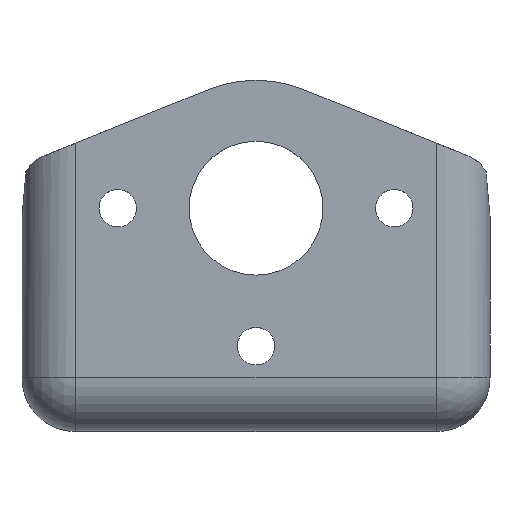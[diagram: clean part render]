
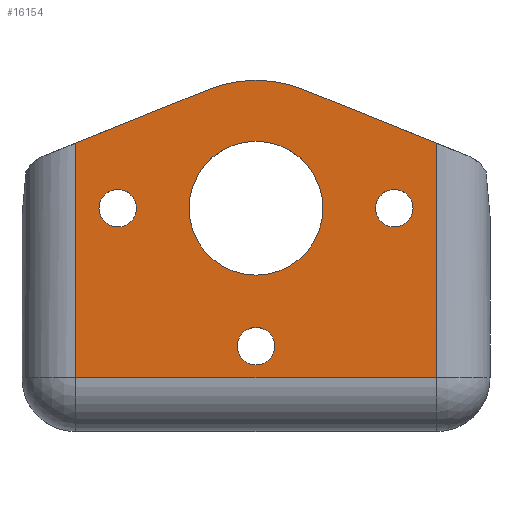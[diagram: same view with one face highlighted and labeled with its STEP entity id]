
A CAD part, top view. The second image highlights one B-rep face of the part: STEP entity #16154.
In plain terms, the highlighted face is planar.
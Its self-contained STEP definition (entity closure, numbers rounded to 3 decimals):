
#4294 = DIRECTION ( 'NONE',  ( 1., 0., 0. ) ) ;
#4295 = DIRECTION ( 'NONE',  ( 0., 0., 1. ) ) ;
#4296 = AXIS2_PLACEMENT_3D ( 'NONE', #4323, #4295, #4294 ) ;
#4297 = CIRCLE ( 'NONE', #4296, 2.8 ) ;
#4298 = DIRECTION ( 'NONE',  ( 1., 0., 0. ) ) ;
#4299 = DIRECTION ( 'NONE',  ( 0., 0., 1. ) ) ;
#4320 = CARTESIAN_POINT ( 'NONE',  ( 346.057, 367.14, 25.442 ) ) ;
#4321 = AXIS2_PLACEMENT_3D ( 'NONE', #4320, #4299, #4298 ) ;
#4322 = CIRCLE ( 'NONE', #4321, 2.8 ) ;
#4323 = CARTESIAN_POINT ( 'NONE',  ( 325.457, 387.79, 25.442 ) ) ;
#4324 = DIRECTION ( 'NONE',  ( 0., -1., 0. ) ) ;
#4325 = VECTOR ( 'NONE', #4324, 1000. ) ;
#4326 = CARTESIAN_POINT ( 'NONE',  ( 350.757, 397.09, 25.442 ) ) ;
#4327 = LINE ( 'NONE', #4326, #4325 ) ;
#4328 = DIRECTION ( 'NONE',  ( 1., 0., 0. ) ) ;
#4329 = DIRECTION ( 'NONE',  ( 0., 0., 1. ) ) ;
#4330 = AXIS2_PLACEMENT_3D ( 'NONE', #4391, #4329, #4328 ) ;
#4331 = CIRCLE ( 'NONE', #4330, 2.8 ) ;
#4387 = DIRECTION ( 'NONE',  ( -1., 0., 0. ) ) ;
#4388 = DIRECTION ( 'NONE',  ( 0., 0., -1. ) ) ;
#4389 = AXIS2_PLACEMENT_3D ( 'NONE', #4395, #4388, #4387 ) ;
#4390 = CIRCLE ( 'NONE', #4389, 10. ) ;
#4391 = CARTESIAN_POINT ( 'NONE',  ( 325.457, 346.49, 25.442 ) ) ;
#4392 = DIRECTION ( 'NONE',  ( 1., 0., 0. ) ) ;
#4393 = DIRECTION ( 'NONE',  ( 0., 0., 1. ) ) ;
#4394 = AXIS2_PLACEMENT_3D ( 'NONE', #4396, #4393, #4392 ) ;
#4395 = CARTESIAN_POINT ( 'NONE',  ( 325.457, 367.14, 25.442 ) ) ;
#4396 = CARTESIAN_POINT ( 'NONE',  ( 322.35, 397.09, 25.442 ) ) ;
#4397 = PLANE ( 'NONE',  #4394 ) ;
#4398 = FACE_BOUND ( 'NONE', #16167, .T. ) ;
#4399 = FACE_BOUND ( 'NONE', #16434, .T. ) ;
#4400 = FACE_OUTER_BOUND ( 'NONE', #16163, .T. ) ;
#4401 = FACE_BOUND ( 'NONE', #16159, .T. ) ;
#4402 = FACE_BOUND ( 'NONE', #16155, .T. ) ;
#4845 = CARTESIAN_POINT ( 'NONE',  ( 315.746, 394.09, 25.442 ) ) ;
#4846 = DIRECTION ( 'NONE',  ( -0.375, -0.927, 0. ) ) ;
#4847 = VECTOR ( 'NONE', #4846, 1000. ) ;
#4848 = CARTESIAN_POINT ( 'NONE',  ( 307.748, 374.295, 25.442 ) ) ;
#4849 = LINE ( 'NONE', #4848, #4847 ) ;
#4850 = CARTESIAN_POINT ( 'NONE',  ( 307.748, 374.295, 25.442 ) ) ;
#4851 = DIRECTION ( 'NONE',  ( 1., 0., 0. ) ) ;
#4852 = DIRECTION ( 'NONE',  ( 0., 0., 1. ) ) ;
#4853 = CARTESIAN_POINT ( 'NONE',  ( 325.457, 367.14, 25.442 ) ) ;
#4854 = AXIS2_PLACEMENT_3D ( 'NONE', #4853, #4852, #4851 ) ;
#4855 = CIRCLE ( 'NONE', #4854, 19.1 ) ;
#4856 = DIRECTION ( 'NONE',  ( 0.375, -0.927, 0. ) ) ;
#4857 = VECTOR ( 'NONE', #4856, 1000. ) ;
#4858 = CARTESIAN_POINT ( 'NONE',  ( 307.748, 359.985, 25.442 ) ) ;
#4859 = LINE ( 'NONE', #4858, #4857 ) ;
#4860 = CARTESIAN_POINT ( 'NONE',  ( 315.746, 340.19, 25.442 ) ) ;
#4861 = DIRECTION ( 'NONE',  ( -1., 0., 0. ) ) ;
#4862 = VECTOR ( 'NONE', #4861, 1000. ) ;
#4863 = CARTESIAN_POINT ( 'NONE',  ( 322.35, 340.19, 25.442 ) ) ;
#4864 = LINE ( 'NONE', #4863, #4862 ) ;
#4865 = CARTESIAN_POINT ( 'NONE',  ( 350.757, 340.19, 25.442 ) ) ;
#4866 = CARTESIAN_POINT ( 'NONE',  ( 350.757, 394.09, 25.442 ) ) ;
#5012 = DIRECTION ( 'NONE',  ( 1., 0., 0. ) ) ;
#5013 = VECTOR ( 'NONE', #5012, 1000. ) ;
#5014 = CARTESIAN_POINT ( 'NONE',  ( 322.35, 394.09, 25.442 ) ) ;
#5020 = LINE ( 'NONE', #5014, #5013 ) ;
#13240 = VERTEX_POINT ( 'NONE', #17805 ) ;
#13252 = EDGE_CURVE ( 'NONE', #13268, #13321, #17835, .T. ) ;
#13268 = VERTEX_POINT ( 'NONE', #17906 ) ;
#13275 = EDGE_CURVE ( 'NONE', #13280, #13276, #17994, .T. ) ;
#13276 = VERTEX_POINT ( 'NONE', #17940 ) ;
#13280 = VERTEX_POINT ( 'NONE', #17978 ) ;
#13281 = EDGE_CURVE ( 'NONE', #13405, #13240, #17933, .T. ) ;
#13321 = VERTEX_POINT ( 'NONE', #18267 ) ;
#13405 = VERTEX_POINT ( 'NONE', #18364 ) ;
#13420 = EDGE_CURVE ( 'NONE', #13421, #13425, #18306, .T. ) ;
#13421 = VERTEX_POINT ( 'NONE', #18470 ) ;
#13425 = VERTEX_POINT ( 'NONE', #18464 ) ;
#13582 = VERTEX_POINT ( 'NONE', #18796 ) ;
#13583 = EDGE_CURVE ( 'NONE', #13582, #13584, #18795, .T. ) ;
#13584 = VERTEX_POINT ( 'NONE', #18790 ) ;
#16150 = ORIENTED_EDGE ( 'NONE', *, *, #16166, .T. ) ;
#16154 = ADVANCED_FACE ( 'NONE', ( #4402, #4401, #4400, #4399, #4398 ), #4397, .F. ) ;
#16155 = EDGE_LOOP ( 'NONE', ( #16156, #16158 ) ) ;
#16156 = ORIENTED_EDGE ( 'NONE', *, *, #16157, .F. ) ;
#16157 = EDGE_CURVE ( 'NONE', #13584, #13582, #4390, .T. ) ;
#16158 = ORIENTED_EDGE ( 'NONE', *, *, #13583, .F. ) ;
#16159 = EDGE_LOOP ( 'NONE', ( #16160, #16161 ) ) ;
#16160 = ORIENTED_EDGE ( 'NONE', *, *, #13252, .T. ) ;
#16161 = ORIENTED_EDGE ( 'NONE', *, *, #16162, .T. ) ;
#16162 = EDGE_CURVE ( 'NONE', #13321, #13268, #4331, .T. ) ;
#16163 = EDGE_LOOP ( 'NONE', ( #16164, #16194, #16197, #16199, #16200, #16203, #16432 ) ) ;
#16164 = ORIENTED_EDGE ( 'NONE', *, *, #16165, .T. ) ;
#16165 = EDGE_CURVE ( 'NONE', #16192, #16193, #4327, .T. ) ;
#16166 = EDGE_CURVE ( 'NONE', #13240, #13405, #4322, .T. ) ;
#16167 = EDGE_LOOP ( 'NONE', ( #16168, #16169 ) ) ;
#16168 = ORIENTED_EDGE ( 'NONE', *, *, #13420, .T. ) ;
#16169 = ORIENTED_EDGE ( 'NONE', *, *, #16170, .T. ) ;
#16170 = EDGE_CURVE ( 'NONE', #13425, #13421, #4297, .T. ) ;
#16192 = VERTEX_POINT ( 'NONE', #4866 ) ;
#16193 = VERTEX_POINT ( 'NONE', #4865 ) ;
#16194 = ORIENTED_EDGE ( 'NONE', *, *, #16195, .T. ) ;
#16195 = EDGE_CURVE ( 'NONE', #16193, #16196, #4864, .T. ) ;
#16196 = VERTEX_POINT ( 'NONE', #4860 ) ;
#16197 = ORIENTED_EDGE ( 'NONE', *, *, #16198, .F. ) ;
#16198 = EDGE_CURVE ( 'NONE', #13276, #16196, #4859, .T. ) ;
#16199 = ORIENTED_EDGE ( 'NONE', *, *, #13275, .F. ) ;
#16200 = ORIENTED_EDGE ( 'NONE', *, *, #16201, .F. ) ;
#16201 = EDGE_CURVE ( 'NONE', #16202, #13280, #4855, .T. ) ;
#16202 = VERTEX_POINT ( 'NONE', #4850 ) ;
#16203 = ORIENTED_EDGE ( 'NONE', *, *, #16204, .F. ) ;
#16204 = EDGE_CURVE ( 'NONE', #16205, #16202, #4849, .T. ) ;
#16205 = VERTEX_POINT ( 'NONE', #4845 ) ;
#16432 = ORIENTED_EDGE ( 'NONE', *, *, #16433, .T. ) ;
#16433 = EDGE_CURVE ( 'NONE', #16205, #16192, #5020, .T. ) ;
#16434 = EDGE_LOOP ( 'NONE', ( #16435, #16150 ) ) ;
#16435 = ORIENTED_EDGE ( 'NONE', *, *, #13281, .T. ) ;
#17797 = DIRECTION ( 'NONE',  ( 1., 0., 0. ) ) ;
#17798 = DIRECTION ( 'NONE',  ( 0., 0., 1. ) ) ;
#17799 = CARTESIAN_POINT ( 'NONE',  ( 325.457, 346.49, 25.442 ) ) ;
#17805 = CARTESIAN_POINT ( 'NONE',  ( 348.857, 367.14, 25.442 ) ) ;
#17835 = CIRCLE ( 'NONE', #17843, 2.8 ) ;
#17843 = AXIS2_PLACEMENT_3D ( 'NONE', #17799, #17798, #17797 ) ;
#17906 = CARTESIAN_POINT ( 'NONE',  ( 322.657, 346.49, 25.442 ) ) ;
#17929 = DIRECTION ( 'NONE',  ( 1., 0., 0. ) ) ;
#17930 = DIRECTION ( 'NONE',  ( 0., 0., 1. ) ) ;
#17931 = CARTESIAN_POINT ( 'NONE',  ( 346.057, 367.14, 25.442 ) ) ;
#17932 = AXIS2_PLACEMENT_3D ( 'NONE', #17931, #17930, #17929 ) ;
#17933 = CIRCLE ( 'NONE', #17932, 2.8 ) ;
#17940 = CARTESIAN_POINT ( 'NONE',  ( 307.748, 359.985, 25.442 ) ) ;
#17978 = CARTESIAN_POINT ( 'NONE',  ( 306.357, 367.14, 25.442 ) ) ;
#17990 = DIRECTION ( 'NONE',  ( 1., 0., 0. ) ) ;
#17991 = DIRECTION ( 'NONE',  ( 0., 0., 1. ) ) ;
#17992 = CARTESIAN_POINT ( 'NONE',  ( 325.457, 367.14, 25.442 ) ) ;
#17993 = AXIS2_PLACEMENT_3D ( 'NONE', #17992, #17991, #17990 ) ;
#17994 = CIRCLE ( 'NONE', #17993, 19.1 ) ;
#18267 = CARTESIAN_POINT ( 'NONE',  ( 328.257, 346.49, 25.442 ) ) ;
#18306 = CIRCLE ( 'NONE', #18474, 2.8 ) ;
#18364 = CARTESIAN_POINT ( 'NONE',  ( 343.257, 367.14, 25.442 ) ) ;
#18464 = CARTESIAN_POINT ( 'NONE',  ( 328.257, 387.79, 25.442 ) ) ;
#18470 = CARTESIAN_POINT ( 'NONE',  ( 322.657, 387.79, 25.442 ) ) ;
#18471 = DIRECTION ( 'NONE',  ( 1., 0., 0. ) ) ;
#18472 = DIRECTION ( 'NONE',  ( 0., 0., 1. ) ) ;
#18473 = CARTESIAN_POINT ( 'NONE',  ( 325.457, 387.79, 25.442 ) ) ;
#18474 = AXIS2_PLACEMENT_3D ( 'NONE', #18473, #18472, #18471 ) ;
#18790 = CARTESIAN_POINT ( 'NONE',  ( 315.457, 367.14, 25.442 ) ) ;
#18791 = DIRECTION ( 'NONE',  ( -1., 0., 0. ) ) ;
#18792 = DIRECTION ( 'NONE',  ( 0., 0., -1. ) ) ;
#18793 = CARTESIAN_POINT ( 'NONE',  ( 325.457, 367.14, 25.442 ) ) ;
#18794 = AXIS2_PLACEMENT_3D ( 'NONE', #18793, #18792, #18791 ) ;
#18795 = CIRCLE ( 'NONE', #18794, 10. ) ;
#18796 = CARTESIAN_POINT ( 'NONE',  ( 335.457, 367.14, 25.442 ) ) ;
